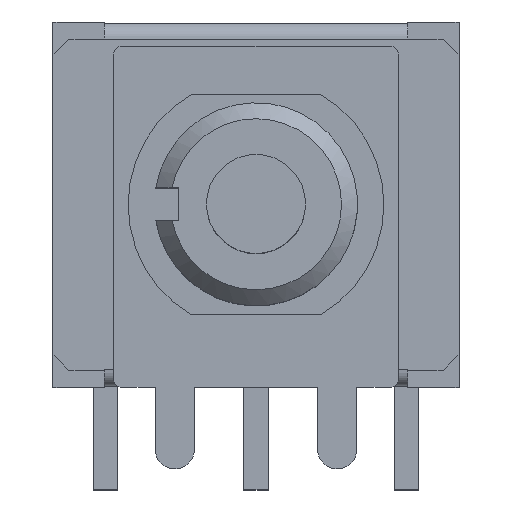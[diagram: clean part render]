
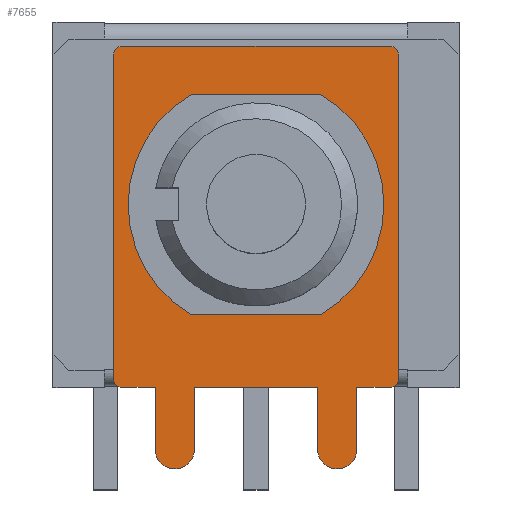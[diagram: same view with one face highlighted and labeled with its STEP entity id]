
A CAD part, top view. The second image highlights one B-rep face of the part: STEP entity #7655.
In plain terms, the highlighted planar face has unit normal (0, 0, 1).
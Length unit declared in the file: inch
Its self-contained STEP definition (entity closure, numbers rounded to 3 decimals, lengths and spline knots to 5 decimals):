
#365=FACE_BOUND('',#831,.T.);
#385=FACE_OUTER_BOUND('',#830,.T.);
#830=EDGE_LOOP('',(#5061,#5062,#5063,#5064,#5065,#5066,#5067,#5068,#5069,
#5070,#5071,#5072,#5073,#5074,#5075,#5076));
#831=EDGE_LOOP('',(#5077,#5078,#5079,#5080));
#1295=LINE('',#10790,#2115);
#1296=LINE('',#10794,#2116);
#1297=LINE('',#10798,#2117);
#1298=LINE('',#10800,#2118);
#1299=LINE('',#10804,#2119);
#1300=LINE('',#10806,#2120);
#1301=LINE('',#10808,#2121);
#1302=LINE('',#10812,#2122);
#1303=LINE('',#10814,#2123);
#1304=LINE('',#10817,#2124);
#1305=LINE('',#10820,#2125);
#1306=LINE('',#10824,#2126);
#2115=VECTOR('',#8744,0.3937);
#2116=VECTOR('',#8747,0.3937);
#2117=VECTOR('',#8750,0.3937);
#2118=VECTOR('',#8751,0.3937);
#2119=VECTOR('',#8754,0.3937);
#2120=VECTOR('',#8755,0.3937);
#2121=VECTOR('',#8756,0.3937);
#2122=VECTOR('',#8759,0.3937);
#2123=VECTOR('',#8760,0.3937);
#2124=VECTOR('',#8763,0.3937);
#2125=VECTOR('',#8764,0.3937);
#2126=VECTOR('',#8767,0.3937);
#2935=CIRCLE('',#8127,0.00984);
#2936=CIRCLE('',#8128,0.00984);
#2937=CIRCLE('',#8129,0.00984);
#2938=CIRCLE('',#8130,0.02402);
#2939=CIRCLE('',#8131,0.02402);
#2940=CIRCLE('',#8132,0.00984);
#2941=CIRCLE('',#8133,0.15748);
#2942=CIRCLE('',#8134,0.15748);
#3138=VERTEX_POINT('',#10786);
#3139=VERTEX_POINT('',#10787);
#3140=VERTEX_POINT('',#10789);
#3141=VERTEX_POINT('',#10791);
#3142=VERTEX_POINT('',#10793);
#3143=VERTEX_POINT('',#10795);
#3144=VERTEX_POINT('',#10797);
#3145=VERTEX_POINT('',#10799);
#3146=VERTEX_POINT('',#10801);
#3147=VERTEX_POINT('',#10803);
#3148=VERTEX_POINT('',#10805);
#3149=VERTEX_POINT('',#10807);
#3150=VERTEX_POINT('',#10809);
#3151=VERTEX_POINT('',#10811);
#3152=VERTEX_POINT('',#10813);
#3153=VERTEX_POINT('',#10815);
#3154=VERTEX_POINT('',#10818);
#3155=VERTEX_POINT('',#10819);
#3156=VERTEX_POINT('',#10821);
#3157=VERTEX_POINT('',#10823);
#3888=EDGE_CURVE('',#3138,#3139,#2935,.T.);
#3889=EDGE_CURVE('',#3138,#3140,#1295,.T.);
#3890=EDGE_CURVE('',#3141,#3140,#2936,.T.);
#3891=EDGE_CURVE('',#3142,#3141,#1296,.T.);
#3892=EDGE_CURVE('',#3143,#3142,#2937,.T.);
#3893=EDGE_CURVE('',#3144,#3143,#1297,.T.);
#3894=EDGE_CURVE('',#3145,#3144,#1298,.T.);
#3895=EDGE_CURVE('',#3146,#3145,#2938,.T.);
#3896=EDGE_CURVE('',#3147,#3146,#1299,.T.);
#3897=EDGE_CURVE('',#3148,#3147,#1300,.T.);
#3898=EDGE_CURVE('',#3149,#3148,#1301,.T.);
#3899=EDGE_CURVE('',#3150,#3149,#2939,.T.);
#3900=EDGE_CURVE('',#3151,#3150,#1302,.T.);
#3901=EDGE_CURVE('',#3152,#3151,#1303,.T.);
#3902=EDGE_CURVE('',#3153,#3152,#2940,.T.);
#3903=EDGE_CURVE('',#3139,#3153,#1304,.T.);
#3904=EDGE_CURVE('',#3154,#3155,#1305,.T.);
#3905=EDGE_CURVE('',#3155,#3156,#2941,.T.);
#3906=EDGE_CURVE('',#3156,#3157,#1306,.T.);
#3907=EDGE_CURVE('',#3157,#3154,#2942,.T.);
#5061=ORIENTED_EDGE('',*,*,#3888,.F.);
#5062=ORIENTED_EDGE('',*,*,#3889,.T.);
#5063=ORIENTED_EDGE('',*,*,#3890,.F.);
#5064=ORIENTED_EDGE('',*,*,#3891,.F.);
#5065=ORIENTED_EDGE('',*,*,#3892,.F.);
#5066=ORIENTED_EDGE('',*,*,#3893,.F.);
#5067=ORIENTED_EDGE('',*,*,#3894,.F.);
#5068=ORIENTED_EDGE('',*,*,#3895,.F.);
#5069=ORIENTED_EDGE('',*,*,#3896,.F.);
#5070=ORIENTED_EDGE('',*,*,#3897,.F.);
#5071=ORIENTED_EDGE('',*,*,#3898,.F.);
#5072=ORIENTED_EDGE('',*,*,#3899,.F.);
#5073=ORIENTED_EDGE('',*,*,#3900,.F.);
#5074=ORIENTED_EDGE('',*,*,#3901,.F.);
#5075=ORIENTED_EDGE('',*,*,#3902,.F.);
#5076=ORIENTED_EDGE('',*,*,#3903,.F.);
#5077=ORIENTED_EDGE('',*,*,#3904,.T.);
#5078=ORIENTED_EDGE('',*,*,#3905,.T.);
#5079=ORIENTED_EDGE('',*,*,#3906,.T.);
#5080=ORIENTED_EDGE('',*,*,#3907,.T.);
#7407=PLANE('',#8126);
#7655=ADVANCED_FACE('',(#385,#365),#7407,.T.);
#8126=AXIS2_PLACEMENT_3D('',#10785,#8740,#8741);
#8127=AXIS2_PLACEMENT_3D('',#10788,#8742,#8743);
#8128=AXIS2_PLACEMENT_3D('',#10792,#8745,#8746);
#8129=AXIS2_PLACEMENT_3D('',#10796,#8748,#8749);
#8130=AXIS2_PLACEMENT_3D('',#10802,#8752,#8753);
#8131=AXIS2_PLACEMENT_3D('',#10810,#8757,#8758);
#8132=AXIS2_PLACEMENT_3D('',#10816,#8761,#8762);
#8133=AXIS2_PLACEMENT_3D('',#10822,#8765,#8766);
#8134=AXIS2_PLACEMENT_3D('',#10825,#8768,#8769);
#8740=DIRECTION('center_axis',(0.,0.,
1.));
#8741=DIRECTION('ref_axis',(1.,0.,0.));
#8742=DIRECTION('center_axis',(0.,0.,
-1.));
#8743=DIRECTION('ref_axis',(0.707,0.707,0.));
#8744=DIRECTION('',(-1.,0.,0.));
#8745=DIRECTION('center_axis',(0.,0.,
-1.));
#8746=DIRECTION('ref_axis',(-0.707,0.707,0.));
#8747=DIRECTION('',(0.,1.,0.));
#8748=DIRECTION('center_axis',(0.,0.,
-1.));
#8749=DIRECTION('ref_axis',(-0.707,-0.707,0.));
#8750=DIRECTION('',(-1.,0.,0.));
#8751=DIRECTION('',(0.,1.,0.));
#8752=DIRECTION('center_axis',(0.,0.,
-1.));
#8753=DIRECTION('ref_axis',(-1.,0.,0.));
#8754=DIRECTION('',(0.,-1.,0.));
#8755=DIRECTION('',(-1.,0.,0.));
#8756=DIRECTION('',(0.,1.,0.));
#8757=DIRECTION('center_axis',(0.,0.,
-1.));
#8758=DIRECTION('ref_axis',(-1.,0.,0.));
#8759=DIRECTION('',(0.,-1.,0.));
#8760=DIRECTION('',(-1.,0.,0.));
#8761=DIRECTION('center_axis',(0.,0.,
-1.));
#8762=DIRECTION('ref_axis',(0.707,-0.707,0.));
#8763=DIRECTION('',(0.,-1.,0.));
#8764=DIRECTION('',(-1.,0.,0.));
#8765=DIRECTION('center_axis',(0.,0.,
-1.));
#8766=DIRECTION('ref_axis',(0.506,-0.863,0.));
#8767=DIRECTION('',(1.,0.,0.));
#8768=DIRECTION('center_axis',(0.,0.,
-1.));
#8769=DIRECTION('ref_axis',(-0.506,0.863,0.));
#10785=CARTESIAN_POINT('Origin',(0.,-0.05423,
0.36339));
#10786=CARTESIAN_POINT('',(0.16535,0.19508,0.36339));
#10787=CARTESIAN_POINT('',(0.1752,0.18524,0.36339));
#10788=CARTESIAN_POINT('Origin',(0.16535,0.18524,0.36339));
#10789=CARTESIAN_POINT('',(-0.16535,0.19508,0.36339));
#10790=CARTESIAN_POINT('',(-0.0876,0.19508,0.36339));
#10791=CARTESIAN_POINT('',(-0.1752,0.18524,0.36339));
#10792=CARTESIAN_POINT('Origin',(-0.16535,0.18524,0.36339));
#10793=CARTESIAN_POINT('',(-0.1752,-0.21516,0.36339));
#10794=CARTESIAN_POINT('',(-0.1752,0.225,0.36339));
#10795=CARTESIAN_POINT('',(-0.16535,-0.225,0.36339));
#10796=CARTESIAN_POINT('Origin',(-0.16535,-0.21516,
0.36339));
#10797=CARTESIAN_POINT('',(-0.12402,-0.225,0.36339));
#10798=CARTESIAN_POINT('',(-0.1752,-0.225,0.36339));
#10799=CARTESIAN_POINT('',(-0.12402,-0.30138,0.36339));
#10800=CARTESIAN_POINT('',(-0.12402,-0.225,0.36339));
#10801=CARTESIAN_POINT('',(-0.07598,-0.30138,0.36339));
#10802=CARTESIAN_POINT('Origin',(-0.1,-0.30138,0.36339));
#10803=CARTESIAN_POINT('',(-0.07598,-0.225,0.36339));
#10804=CARTESIAN_POINT('',(-0.07598,-0.30138,0.36339));
#10805=CARTESIAN_POINT('',(0.07598,-0.225,0.36339));
#10806=CARTESIAN_POINT('',(-0.07598,-0.225,0.36339));
#10807=CARTESIAN_POINT('',(0.07598,-0.30138,0.36339));
#10808=CARTESIAN_POINT('',(0.07598,-0.225,0.36339));
#10809=CARTESIAN_POINT('',(0.12402,-0.30138,0.36339));
#10810=CARTESIAN_POINT('Origin',(0.1,-0.30138,0.36339));
#10811=CARTESIAN_POINT('',(0.12402,-0.225,0.36339));
#10812=CARTESIAN_POINT('',(0.12402,-0.30138,0.36339));
#10813=CARTESIAN_POINT('',(0.16535,-0.225,0.36339));
#10814=CARTESIAN_POINT('',(0.12402,-0.225,0.36339));
#10815=CARTESIAN_POINT('',(0.1752,-0.21516,0.36339));
#10816=CARTESIAN_POINT('Origin',(0.16535,-0.21516,0.36339));
#10817=CARTESIAN_POINT('',(0.1752,-0.225,0.36339));
#10818=CARTESIAN_POINT('',(0.07969,-0.13583,0.36339));
#10819=CARTESIAN_POINT('',(-0.07969,-0.13583,0.36339));
#10820=CARTESIAN_POINT('',(0.07969,-0.13583,0.36339));
#10821=CARTESIAN_POINT('',(-0.07969,0.13583,0.36339));
#10822=CARTESIAN_POINT('Origin',(0.,0.,0.36339));
#10823=CARTESIAN_POINT('',(0.07969,0.13583,0.36339));
#10824=CARTESIAN_POINT('',(-0.07969,0.13583,0.36339));
#10825=CARTESIAN_POINT('Origin',(0.,0.,0.36339));
